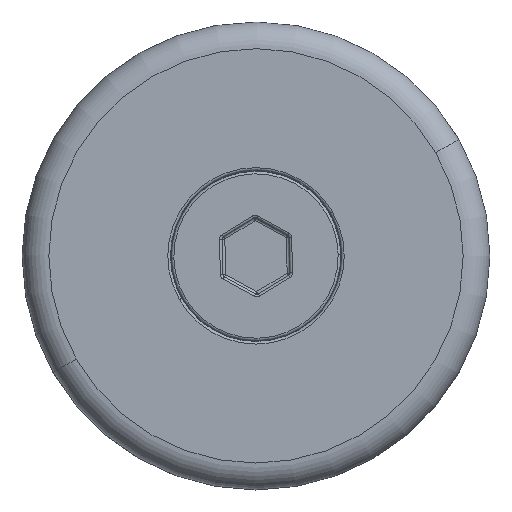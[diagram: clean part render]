
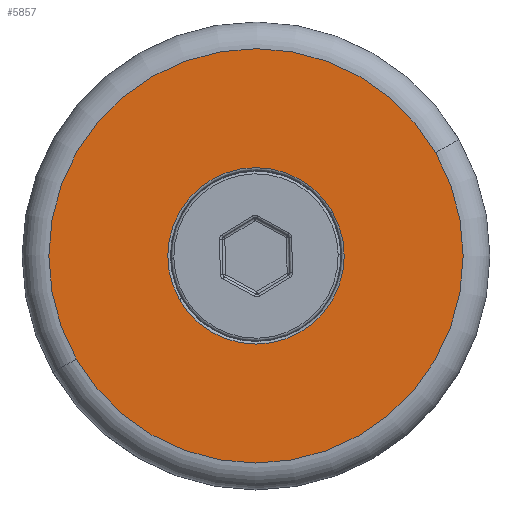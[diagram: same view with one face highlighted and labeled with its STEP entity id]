
A CAD part, top view. The second image highlights one B-rep face of the part: STEP entity #5857.
In plain terms, the highlighted planar face has unit normal (0, 0, 1).
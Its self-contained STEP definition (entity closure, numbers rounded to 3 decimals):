
#5237 = DIRECTION ( 'NONE',  ( 1., 0., 0. ) ) ;
#5238 = DIRECTION ( 'NONE',  ( 0., 0., -1. ) ) ;
#5242 = CARTESIAN_POINT ( 'NONE',  ( 6.6, 0., 4. ) ) ;
#5247 = AXIS2_PLACEMENT_3D ( 'NONE', #5254, #5238, #5237 ) ;
#5254 = CARTESIAN_POINT ( 'NONE',  ( 0., 0., 4. ) ) ;
#5265 = CARTESIAN_POINT ( 'NONE',  ( 15.5, 0., 4. ) ) ;
#5267 = CARTESIAN_POINT ( 'NONE',  ( -15.5, 0., 4. ) ) ;
#5273 = CIRCLE ( 'NONE', #5247, 6.6 ) ;
#5276 = CARTESIAN_POINT ( 'NONE',  ( -6.6, 0., 4. ) ) ;
#5309 = CIRCLE ( 'NONE', #5684, 15.5 ) ;
#5523 = VERTEX_POINT ( 'NONE', #5276 ) ;
#5527 = VERTEX_POINT ( 'NONE', #5267 ) ;
#5529 = VERTEX_POINT ( 'NONE', #5265 ) ;
#5537 = EDGE_CURVE ( 'NONE', #5523, #5546, #5273, .T. ) ;
#5546 = VERTEX_POINT ( 'NONE', #5242 ) ;
#5634 = EDGE_CURVE ( 'NONE', #5529, #5527, #5309, .T. ) ;
#5679 = DIRECTION ( 'NONE',  ( 1., 0., 0. ) ) ;
#5681 = DIRECTION ( 'NONE',  ( 0., 0., 1. ) ) ;
#5682 = CARTESIAN_POINT ( 'NONE',  ( 0., 0., 4. ) ) ;
#5684 = AXIS2_PLACEMENT_3D ( 'NONE', #5682, #5681, #5679 ) ;
#5728 = ORIENTED_EDGE ( 'NONE', *, *, #5634, .T. ) ;
#5732 = EDGE_LOOP ( 'NONE', ( #5858, #5831 ) ) ;
#5735 = EDGE_LOOP ( 'NONE', ( #5728, #5833 ) ) ;
#5831 = ORIENTED_EDGE ( 'NONE', *, *, #5537, .T. ) ;
#5833 = ORIENTED_EDGE ( 'NONE', *, *, #5850, .T. ) ;
#5850 = EDGE_CURVE ( 'NONE', #5527, #5529, #6083, .T. ) ;
#5857 = ADVANCED_FACE ( 'NONE', ( #6075, #6194 ), #6191, .T. ) ;
#5858 = ORIENTED_EDGE ( 'NONE', *, *, #5864, .T. ) ;
#5864 = EDGE_CURVE ( 'NONE', #5546, #5523, #6184, .T. ) ;
#6070 = DIRECTION ( 'NONE',  ( 0., 0., 1. ) ) ;
#6075 = FACE_BOUND ( 'NONE', #5732, .T. ) ;
#6080 = CARTESIAN_POINT ( 'NONE',  ( 0., 0., 4. ) ) ;
#6083 = CIRCLE ( 'NONE', #6110, 15.5 ) ;
#6089 = DIRECTION ( 'NONE',  ( 1., 0., 0. ) ) ;
#6108 = AXIS2_PLACEMENT_3D ( 'NONE', #6202, #6201, #6089 ) ;
#6110 = AXIS2_PLACEMENT_3D ( 'NONE', #6080, #6070, #6186 ) ;
#6162 = DIRECTION ( 'NONE',  ( 1., 0., 0. ) ) ;
#6163 = DIRECTION ( 'NONE',  ( 0., 0., -1. ) ) ;
#6165 = CARTESIAN_POINT ( 'NONE',  ( 0., 0., 4. ) ) ;
#6184 = CIRCLE ( 'NONE', #6192, 6.6 ) ;
#6186 = DIRECTION ( 'NONE',  ( 1., 0., 0. ) ) ;
#6191 = PLANE ( 'NONE',  #6108 ) ;
#6192 = AXIS2_PLACEMENT_3D ( 'NONE', #6165, #6163, #6162 ) ;
#6194 = FACE_OUTER_BOUND ( 'NONE', #5735, .T. ) ;
#6201 = DIRECTION ( 'NONE',  ( 0., 0., 1. ) ) ;
#6202 = CARTESIAN_POINT ( 'NONE',  ( 0., 0., 4. ) ) ;
